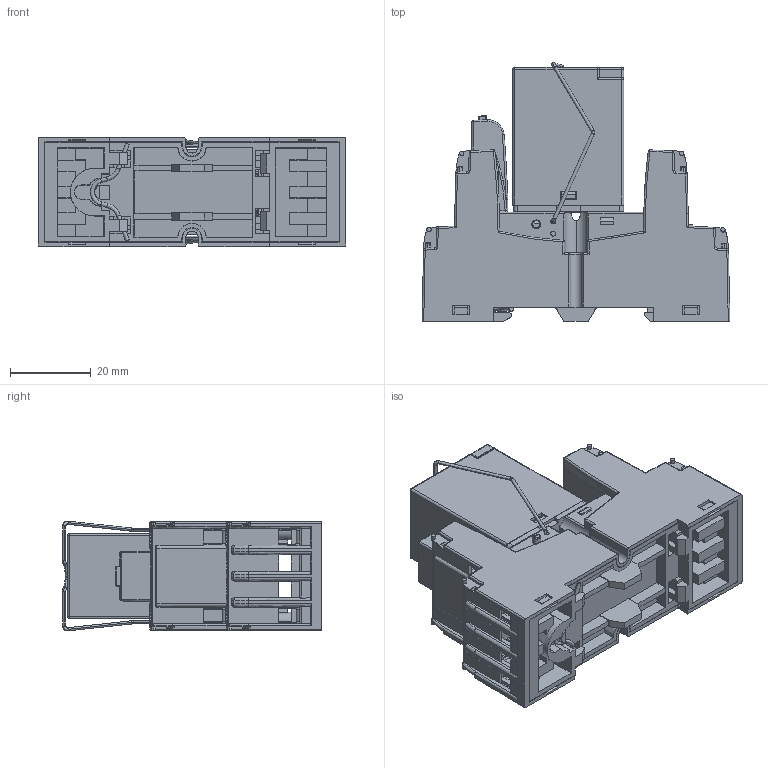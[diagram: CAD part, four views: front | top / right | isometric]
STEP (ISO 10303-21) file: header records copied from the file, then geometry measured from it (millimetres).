
FILE_DESCRIPTION (( 'STEP AP214' ), '1' );
FILE_NAME ('PIR2T.STEP', '2017-07-12T07:53:38', ( '' ), ( '' ), 'SwSTEP 2.0', 'SolidWorks 2017', '' );
FILE_SCHEMA (( 'AUTOMOTIVE_DESIGN' ));
Length unit declared in the file: millimetre
Products named in the file (1): PIR2T
Bounding box: 76.3 x 64.1 x 27.24 mm (x, y, z)
Volume: 46164.6 mm3; surface area: 45275.9 mm2
Topology: 32 solids, 36 shells, 5928 faces, 15815 edges, 9919 vertices
Faces by surface type: plane 3407, cylinder 1459, bspline 904, cone 116, torus 22, sphere 20
Entity records: 308651 total; most frequent: CARTESIAN_POINT 101657, ORIENTED_EDGE 31334, DIRECTION 26938, EDGE_CURVE 15667, VECTOR 10586, LINE 10586, VERTEX_POINT 9919, AXIS2_PLACEMENT_3D 8176
